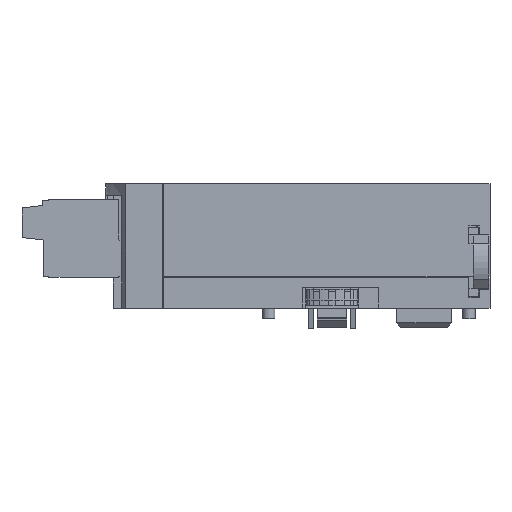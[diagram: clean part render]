
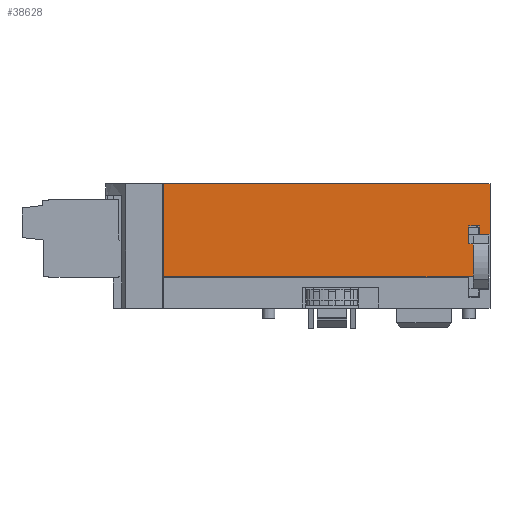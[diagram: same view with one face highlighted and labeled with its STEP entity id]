
A CAD part, front view. The second image highlights one B-rep face of the part: STEP entity #38628.
In plain terms, the highlighted planar face has unit normal (0, -1, 0).
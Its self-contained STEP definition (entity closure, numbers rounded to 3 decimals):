
#200 = ORIENTED_EDGE ( 'NONE', *, *, #28082, .T. ) ;
#1132 = EDGE_CURVE ( 'NONE', #11120, #1872, #10263, .T. ) ;
#1259 = CARTESIAN_POINT ( 'NONE',  ( 33., -45., 15.6 ) ) ;
#1271 = ORIENTED_EDGE ( 'NONE', *, *, #17756, .F. ) ;
#1359 = PLANE ( 'NONE',  #14035 ) ;
#1375 = ORIENTED_EDGE ( 'NONE', *, *, #19211, .F. ) ;
#1556 = ORIENTED_EDGE ( 'NONE', *, *, #25238, .T. ) ;
#1592 = DIRECTION ( 'NONE',  ( 0., 1., 0. ) ) ;
#1695 = CARTESIAN_POINT ( 'NONE',  ( 35., -45., 23.6 ) ) ;
#1865 = ORIENTED_EDGE ( 'NONE', *, *, #1950, .T. ) ;
#1872 = VERTEX_POINT ( 'NONE', #13835 ) ;
#1950 = EDGE_CURVE ( 'NONE', #13096, #31456, #15685, .T. ) ;
#2504 = CARTESIAN_POINT ( 'NONE',  ( 33., -45., 14. ) ) ;
#2617 = VECTOR ( 'NONE', #29856, 1000. ) ;
#4006 = LINE ( 'NONE', #7308, #24463 ) ;
#4014 = VERTEX_POINT ( 'NONE', #24732 ) ;
#4948 = VERTEX_POINT ( 'NONE', #11367 ) ;
#5532 = CARTESIAN_POINT ( 'NONE',  ( 35., -45., 23.6 ) ) ;
#5770 = DIRECTION ( 'NONE',  ( -1., 0., 0. ) ) ;
#7308 = CARTESIAN_POINT ( 'NONE',  ( 31.8, -45., 12.2 ) ) ;
#7397 = DIRECTION ( 'NONE',  ( 0., 0., 1. ) ) ;
#7485 = VECTOR ( 'NONE', #44803, 1000. ) ;
#7746 = EDGE_CURVE ( 'NONE', #24552, #13967, #30211, .T. ) ;
#8836 = CARTESIAN_POINT ( 'NONE',  ( 35., -45., 6. ) ) ;
#8892 = ORIENTED_EDGE ( 'NONE', *, *, #40841, .F. ) ;
#8980 = LINE ( 'NONE', #30320, #19044 ) ;
#9563 = ORIENTED_EDGE ( 'NONE', *, *, #7746, .T. ) ;
#10263 = LINE ( 'NONE', #31821, #16038 ) ;
#10657 = CARTESIAN_POINT ( 'NONE',  ( -27., -45., 23.6 ) ) ;
#11120 = VERTEX_POINT ( 'NONE', #21049 ) ;
#11367 = CARTESIAN_POINT ( 'NONE',  ( 31.8, -45., 12.2 ) ) ;
#11466 = DIRECTION ( 'NONE',  ( 0., 0., -1. ) ) ;
#11758 = DIRECTION ( 'NONE',  ( 0., 0., -1. ) ) ;
#11788 = LINE ( 'NONE', #15975, #7485 ) ;
#13096 = VERTEX_POINT ( 'NONE', #24236 ) ;
#13657 = CARTESIAN_POINT ( 'NONE',  ( -27., -45., 6. ) ) ;
#13770 = DIRECTION ( 'NONE',  ( 0., 0., 1. ) ) ;
#13835 = CARTESIAN_POINT ( 'NONE',  ( 31., -45., 15.6 ) ) ;
#13967 = VERTEX_POINT ( 'NONE', #33246 ) ;
#14018 = CARTESIAN_POINT ( 'NONE',  ( 35., -45., 14. ) ) ;
#14035 = AXIS2_PLACEMENT_3D ( 'NONE', #8836, #1592, #44434 ) ;
#14556 = DIRECTION ( 'NONE',  ( -1., 0., 0. ) ) ;
#15685 = LINE ( 'NONE', #22482, #42307 ) ;
#15975 = CARTESIAN_POINT ( 'NONE',  ( 35., -45., 6. ) ) ;
#15988 = CARTESIAN_POINT ( 'NONE',  ( 35., -45., 6. ) ) ;
#16038 = VECTOR ( 'NONE', #13770, 1000. ) ;
#16374 = CARTESIAN_POINT ( 'NONE',  ( -26.983, -45., 23.6 ) ) ;
#16580 = CARTESIAN_POINT ( 'NONE',  ( -27., -45., 22.6 ) ) ;
#16759 = VECTOR ( 'NONE', #5770, 1000. ) ;
#17542 = DIRECTION ( 'NONE',  ( 1., 0., 0. ) ) ;
#17756 = EDGE_CURVE ( 'NONE', #43494, #13967, #46258, .T. ) ;
#19044 = VECTOR ( 'NONE', #17542, 1000. ) ;
#19211 = EDGE_CURVE ( 'NONE', #4948, #4014, #29095, .T. ) ;
#19269 = LINE ( 'NONE', #1259, #2617 ) ;
#20495 = VECTOR ( 'NONE', #7397, 1000. ) ;
#21049 = CARTESIAN_POINT ( 'NONE',  ( 31., -45., 12.2 ) ) ;
#22482 = CARTESIAN_POINT ( 'NONE',  ( 33., -45., 15.6 ) ) ;
#23267 = EDGE_CURVE ( 'NONE', #13096, #1872, #19269, .T. ) ;
#23344 = LINE ( 'NONE', #5532, #16759 ) ;
#24236 = CARTESIAN_POINT ( 'NONE',  ( 33., -45., 15.6 ) ) ;
#24463 = VECTOR ( 'NONE', #14556, 1000. ) ;
#24552 = VERTEX_POINT ( 'NONE', #16374 ) ;
#24732 = CARTESIAN_POINT ( 'NONE',  ( 31.8, -45., 6. ) ) ;
#25238 = EDGE_CURVE ( 'NONE', #4948, #11120, #4006, .T. ) ;
#27009 = VECTOR ( 'NONE', #11758, 1000. ) ;
#28082 = EDGE_CURVE ( 'NONE', #31456, #44848, #8980, .T. ) ;
#29095 = LINE ( 'NONE', #42927, #27009 ) ;
#29723 = FACE_OUTER_BOUND ( 'NONE', #43100, .T. ) ;
#29856 = DIRECTION ( 'NONE',  ( -1., 0., 0. ) ) ;
#30211 = LINE ( 'NONE', #16580, #32343 ) ;
#30320 = CARTESIAN_POINT ( 'NONE',  ( 31., -45., 14. ) ) ;
#31456 = VERTEX_POINT ( 'NONE', #2504 ) ;
#31821 = CARTESIAN_POINT ( 'NONE',  ( 31., -45., 6. ) ) ;
#32120 = VECTOR ( 'NONE', #44578, 1000. ) ;
#32343 = VECTOR ( 'NONE', #40953, 1000. ) ;
#33246 = CARTESIAN_POINT ( 'NONE',  ( -27., -45., 22.6 ) ) ;
#34946 = ORIENTED_EDGE ( 'NONE', *, *, #46326, .T. ) ;
#36181 = ORIENTED_EDGE ( 'NONE', *, *, #36558, .T. ) ;
#36558 = EDGE_CURVE ( 'NONE', #37281, #24552, #23344, .T. ) ;
#36737 = ORIENTED_EDGE ( 'NONE', *, *, #23267, .F. ) ;
#37281 = VERTEX_POINT ( 'NONE', #1695 ) ;
#38628 = ADVANCED_FACE ( 'NONE', ( #29723 ), #1359, .F. ) ;
#40841 = EDGE_CURVE ( 'NONE', #4014, #43494, #41059, .T. ) ;
#40953 = DIRECTION ( 'NONE',  ( -0.017, 0., -1. ) ) ;
#41059 = LINE ( 'NONE', #15988, #32120 ) ;
#42307 = VECTOR ( 'NONE', #11466, 1000. ) ;
#42927 = CARTESIAN_POINT ( 'NONE',  ( 31.8, -45., 6. ) ) ;
#43100 = EDGE_LOOP ( 'NONE', ( #9563, #1271, #8892, #1375, #1556, #46019, #36737, #1865, #200, #34946, #36181 ) ) ;
#43494 = VERTEX_POINT ( 'NONE', #13657 ) ;
#44434 = DIRECTION ( 'NONE',  ( 0., 0., 1. ) ) ;
#44578 = DIRECTION ( 'NONE',  ( -1., 0., 0. ) ) ;
#44803 = DIRECTION ( 'NONE',  ( 0., 0., 1. ) ) ;
#44848 = VERTEX_POINT ( 'NONE', #14018 ) ;
#46019 = ORIENTED_EDGE ( 'NONE', *, *, #1132, .T. ) ;
#46258 = LINE ( 'NONE', #10657, #20495 ) ;
#46326 = EDGE_CURVE ( 'NONE', #44848, #37281, #11788, .T. ) ;
